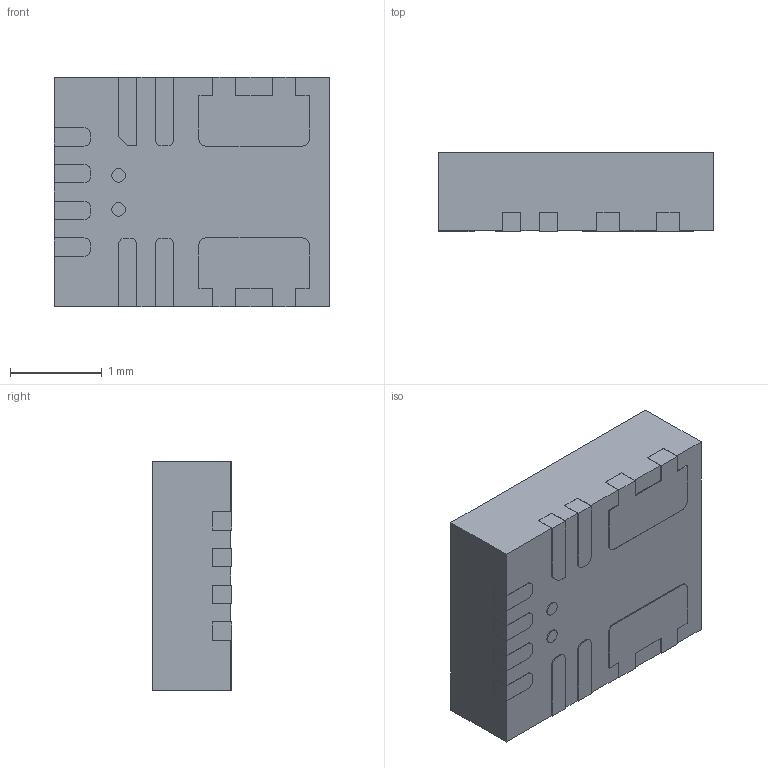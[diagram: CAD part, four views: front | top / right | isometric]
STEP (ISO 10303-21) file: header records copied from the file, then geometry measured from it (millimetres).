
FILE_DESCRIPTION (( 'STEP AP214' ), '1' );
FILE_NAME ('MPM3810GQB.STEP', '2022-10-17T08:38:08', ( '' ), ( '' ), 'SwSTEP 2.0', 'SolidWorks 2017', '' );
FILE_SCHEMA (( 'AUTOMOTIVE_DESIGN' ));
Length unit declared in the file: millimetre
Products named in the file (1): MPM3810GQB
Bounding box: 3 x 0.86 x 2.5 mm (x, y, z)
Volume: 6.4 mm3; surface area: 24.6 mm2
Topology: 1 solids, 1 shells, 114 faces, 327 edges, 218 vertices
Faces by surface type: plane 90, cylinder 24
Entity records: 4987 total; most frequent: CARTESIAN_POINT 660, ORIENTED_EDGE 654, DIRECTION 605, EDGE_CURVE 327, LINE 279, VECTOR 279, VERTEX_POINT 218, AXIS2_PLACEMENT_3D 163
